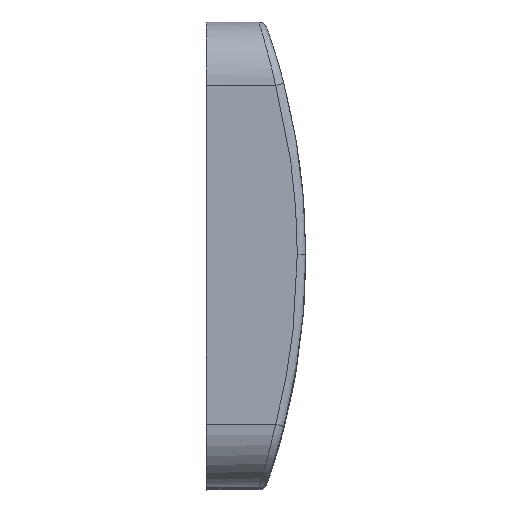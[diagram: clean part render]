
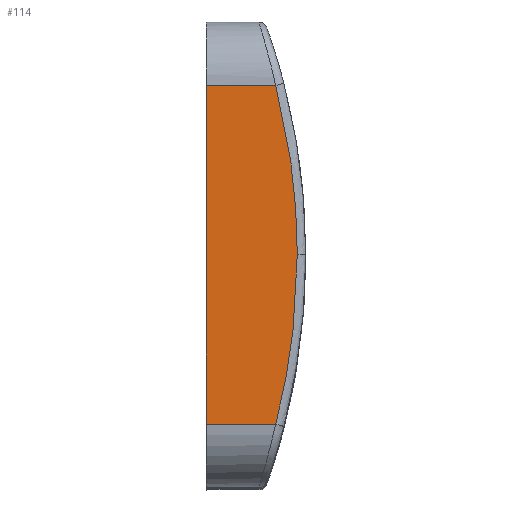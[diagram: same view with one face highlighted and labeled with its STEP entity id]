
A CAD part, top view. The second image highlights one B-rep face of the part: STEP entity #114.
In plain terms, the highlighted planar face has unit normal (0, 0, 1).
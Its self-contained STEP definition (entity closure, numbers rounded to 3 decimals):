
#38 = VERTEX_POINT ( 'NONE', #2414 ) ;
#114 = ADVANCED_FACE ( 'NONE', ( #224 ), #1105, .T. ) ;
#224 = FACE_OUTER_BOUND ( 'NONE', #4143, .T. ) ;
#235 = VECTOR ( 'NONE', #928, 1000. ) ;
#239 = CARTESIAN_POINT ( 'NONE',  ( -0.4, 2.703, 33.05 ) ) ;
#379 = ORIENTED_EDGE ( 'NONE', *, *, #2158, .T. ) ;
#405 = ORIENTED_EDGE ( 'NONE', *, *, #459, .T. ) ;
#459 = EDGE_CURVE ( 'NONE', #3444, #3199, #3571, .T. ) ;
#566 = LINE ( 'NONE', #629, #1847 ) ;
#629 = CARTESIAN_POINT ( 'NONE',  ( -4.7, 0., 33.05 ) ) ;
#662 = EDGE_CURVE ( 'NONE', #3444, #4025, #1589, .T. ) ;
#782 = DIRECTION ( 'NONE',  ( 0., 0., 1. ) ) ;
#862 = DIRECTION ( 'NONE',  ( 1., 0., 0. ) ) ;
#920 = CARTESIAN_POINT ( 'NONE',  ( -4.7, -8., 33.05 ) ) ;
#928 = DIRECTION ( 'NONE',  ( -1., 0., 0. ) ) ;
#999 = CARTESIAN_POINT ( 'NONE',  ( -2.537, 8., 33.05 ) ) ;
#1105 = PLANE ( 'NONE',  #2042 ) ;
#1539 = CARTESIAN_POINT ( 'NONE',  ( -0.4, -2.703, 33.05 ) ) ;
#1589 =( BOUNDED_CURVE ( )  B_SPLINE_CURVE ( 3, ( #3835, #2874, #239, #3600 ),
 .UNSPECIFIED., .F., .F. ) 
 B_SPLINE_CURVE_WITH_KNOTS ( ( 4, 4 ),
 ( 0., 1. ),
 .UNSPECIFIED. ) 
 CURVE ( )  GEOMETRIC_REPRESENTATION_ITEM ( )  RATIONAL_B_SPLINE_CURVE ( ( 0.957, 0.951, 0.951, 0.957 ) ) 
 REPRESENTATION_ITEM ( '' )  );
#1847 = VECTOR ( 'NONE', #1936, 1000. ) ;
#1936 = DIRECTION ( 'NONE',  ( 0., -1., 0. ) ) ;
#1984 = CARTESIAN_POINT ( 'NONE',  ( -4.7, 8., 33.05 ) ) ;
#2042 = AXIS2_PLACEMENT_3D ( 'NONE', #2134, #782, #2500 ) ;
#2055 = EDGE_CURVE ( 'NONE', #4025, #38, #2892, .T. ) ;
#2134 = CARTESIAN_POINT ( 'NONE',  ( -4.7, -8., 33.05 ) ) ;
#2158 = EDGE_CURVE ( 'NONE', #3199, #2179, #566, .T. ) ;
#2179 = VERTEX_POINT ( 'NONE', #920 ) ;
#2209 = CARTESIAN_POINT ( 'NONE',  ( -1.421, 8., 33.05 ) ) ;
#2212 = ORIENTED_EDGE ( 'NONE', *, *, #662, .F. ) ;
#2414 = CARTESIAN_POINT ( 'NONE',  ( -1.421, -8., 33.05 ) ) ;
#2500 = DIRECTION ( 'NONE',  ( 1., 0., 0. ) ) ;
#2601 = CARTESIAN_POINT ( 'NONE',  ( -3.051, -8., 33.05 ) ) ;
#2836 = CARTESIAN_POINT ( 'NONE',  ( -1.421, -8., 33.05 ) ) ;
#2874 = CARTESIAN_POINT ( 'NONE',  ( -0.742, 5.384, 33.05 ) ) ;
#2878 = CARTESIAN_POINT ( 'NONE',  ( -0.4, 0., 33.05 ) ) ;
#2892 =( BOUNDED_CURVE ( )  B_SPLINE_CURVE ( 3, ( #2878, #1539, #3838, #2836 ),
 .UNSPECIFIED., .F., .F. ) 
 B_SPLINE_CURVE_WITH_KNOTS ( ( 4, 4 ),
 ( 0., 1. ),
 .UNSPECIFIED. ) 
 CURVE ( )  GEOMETRIC_REPRESENTATION_ITEM ( )  RATIONAL_B_SPLINE_CURVE ( ( 0.957, 0.951, 0.951, 0.957 ) ) 
 REPRESENTATION_ITEM ( '' )  );
#3090 = ORIENTED_EDGE ( 'NONE', *, *, #4206, .T. ) ;
#3158 = LINE ( 'NONE', #2601, #3609 ) ;
#3199 = VERTEX_POINT ( 'NONE', #1984 ) ;
#3444 = VERTEX_POINT ( 'NONE', #2209 ) ;
#3571 = LINE ( 'NONE', #999, #235 ) ;
#3600 = CARTESIAN_POINT ( 'NONE',  ( -0.4, 0., 33.05 ) ) ;
#3609 = VECTOR ( 'NONE', #862, 1000. ) ;
#3636 = CARTESIAN_POINT ( 'NONE',  ( -0.4, 0., 33.05 ) ) ;
#3835 = CARTESIAN_POINT ( 'NONE',  ( -1.421, 8., 33.05 ) ) ;
#3838 = CARTESIAN_POINT ( 'NONE',  ( -0.742, -5.384, 33.05 ) ) ;
#4002 = ORIENTED_EDGE ( 'NONE', *, *, #2055, .F. ) ;
#4025 = VERTEX_POINT ( 'NONE', #3636 ) ;
#4143 = EDGE_LOOP ( 'NONE', ( #4002, #2212, #405, #379, #3090 ) ) ;
#4206 = EDGE_CURVE ( 'NONE', #2179, #38, #3158, .T. ) ;
